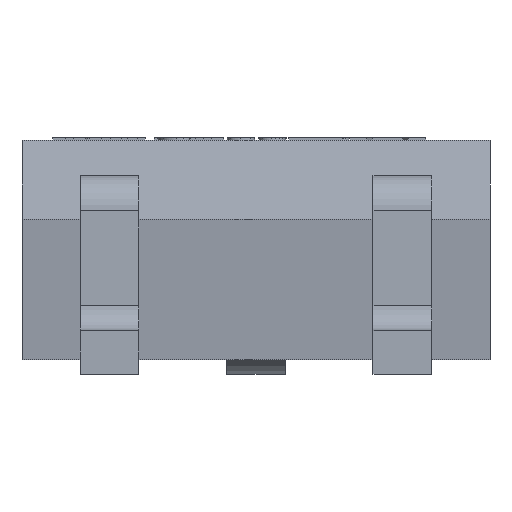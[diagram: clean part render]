
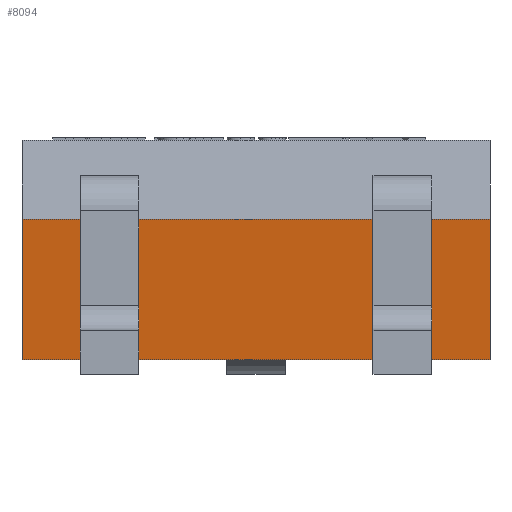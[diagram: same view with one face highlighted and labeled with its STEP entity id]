
A CAD part, left-side view. The second image highlights one B-rep face of the part: STEP entity #8094.
In plain terms, the highlighted planar face has unit normal (-0.992, 0, -0.124).
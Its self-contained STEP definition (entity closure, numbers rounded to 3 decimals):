
#2278 = VERTEX_POINT('',#2279);
#2279 = CARTESIAN_POINT('',(-0.4,0.8,0.53));
#2300 = VERTEX_POINT('',#2301);
#2301 = CARTESIAN_POINT('',(-0.4,-0.8,0.53));
#2352 = EDGE_CURVE('',#2300,#2278,#2353,.T.);
#2353 = LINE('',#2354,#2355);
#2354 = CARTESIAN_POINT('',(-0.4,-0.8,0.53));
#2355 = VECTOR('',#2356,1.);
#2356 = DIRECTION('',(0.,1.,0.));
#8038 = VERTEX_POINT('',#8039);
#8039 = CARTESIAN_POINT('',(-0.34,0.8,0.05));
#8045 = EDGE_CURVE('',#2278,#8038,#8046,.T.);
#8046 = B_SPLINE_CURVE_WITH_KNOTS('',1,(#8047,#8048),.UNSPECIFIED.,.F.,
  .F.,(2,2),(0.,1.),.PIECEWISE_BEZIER_KNOTS.);
#8047 = CARTESIAN_POINT('',(-0.4,0.8,0.53));
#8048 = CARTESIAN_POINT('',(-0.34,0.8,0.05));
#8059 = EDGE_CURVE('',#2300,#8060,#8062,.T.);
#8060 = VERTEX_POINT('',#8061);
#8061 = CARTESIAN_POINT('',(-0.34,-0.8,0.05));
#8062 = B_SPLINE_CURVE_WITH_KNOTS('',1,(#8063,#8064),.UNSPECIFIED.,.F.,
  .F.,(2,2),(0.,1.),.PIECEWISE_BEZIER_KNOTS.);
#8063 = CARTESIAN_POINT('',(-0.4,-0.8,0.53));
#8064 = CARTESIAN_POINT('',(-0.34,-0.8,0.05));
#8083 = EDGE_CURVE('',#8060,#8038,#8084,.T.);
#8084 = LINE('',#8085,#8086);
#8085 = CARTESIAN_POINT('',(-0.34,-0.8,0.05));
#8086 = VECTOR('',#8087,1.);
#8087 = DIRECTION('',(0.,1.,0.));
#8094 = ADVANCED_FACE('',(#8095),#8101,.T.);
#8095 = FACE_BOUND('',#8096,.T.);
#8096 = EDGE_LOOP('',(#8097,#8098,#8099,#8100));
#8097 = ORIENTED_EDGE('',*,*,#2352,.T.);
#8098 = ORIENTED_EDGE('',*,*,#8045,.T.);
#8099 = ORIENTED_EDGE('',*,*,#8083,.F.);
#8100 = ORIENTED_EDGE('',*,*,#8059,.F.);
#8101 = PLANE('',#8102);
#8102 = AXIS2_PLACEMENT_3D('',#8103,#8104,#8105);
#8103 = CARTESIAN_POINT('',(-0.34,-0.8,0.05));
#8104 = DIRECTION('',(-0.992,0.,-0.124
    ));
#8105 = DIRECTION('',(0.,1.,0.));
